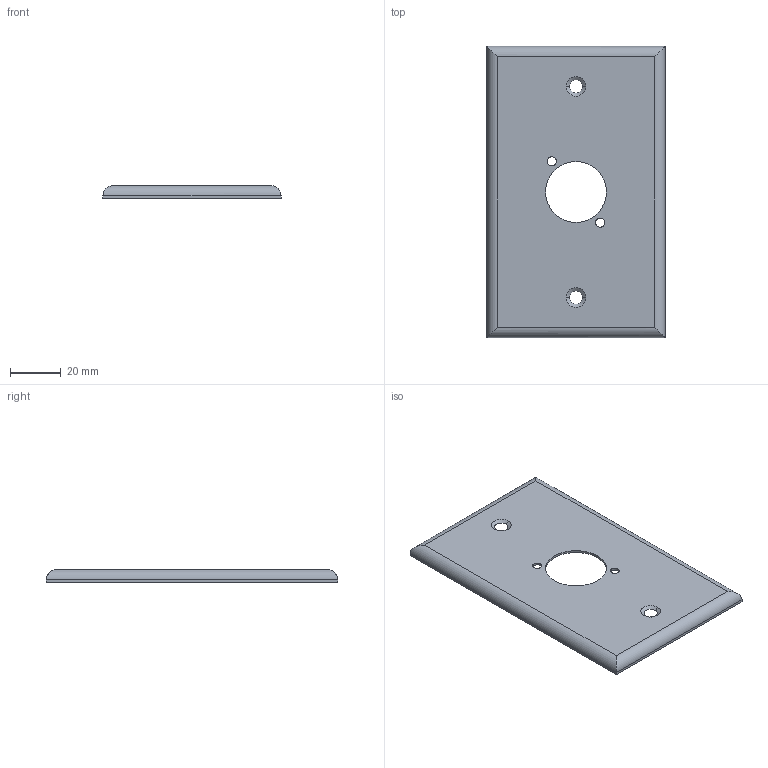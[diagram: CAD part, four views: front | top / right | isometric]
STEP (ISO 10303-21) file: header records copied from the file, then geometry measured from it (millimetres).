
FILE_DESCRIPTION (( 'STEP AP203' ), '1' );
FILE_NAME ('WPXLR-1B.STEP', '2010-07-21T15:46:40', ( 'x' ), ( 'Microsoft' ), 'SwSTEP 2.0', 'SolidWorks 2010', '' );
FILE_SCHEMA (( 'CONFIG_CONTROL_DESIGN' ));
Length unit declared in the file: inch
Products named in the file (1): WPXLR-1B
Bounding box: 69.85 x 114.3 x 5.08 mm (x, y, z)
Volume: 7956.4 mm3; surface area: 17138.8 mm2
Topology: 1 solids, 1 shells, 29 faces, 70 edges, 44 vertices
Faces by surface type: cylinder 14, plane 11, cone 4
Entity records: 939 total; most frequent: CARTESIAN_POINT 168, DIRECTION 142, ORIENTED_EDGE 140, EDGE_CURVE 70, AXIS2_PLACEMENT_3D 50, VERTEX_POINT 44, VECTOR 42, LINE 42
